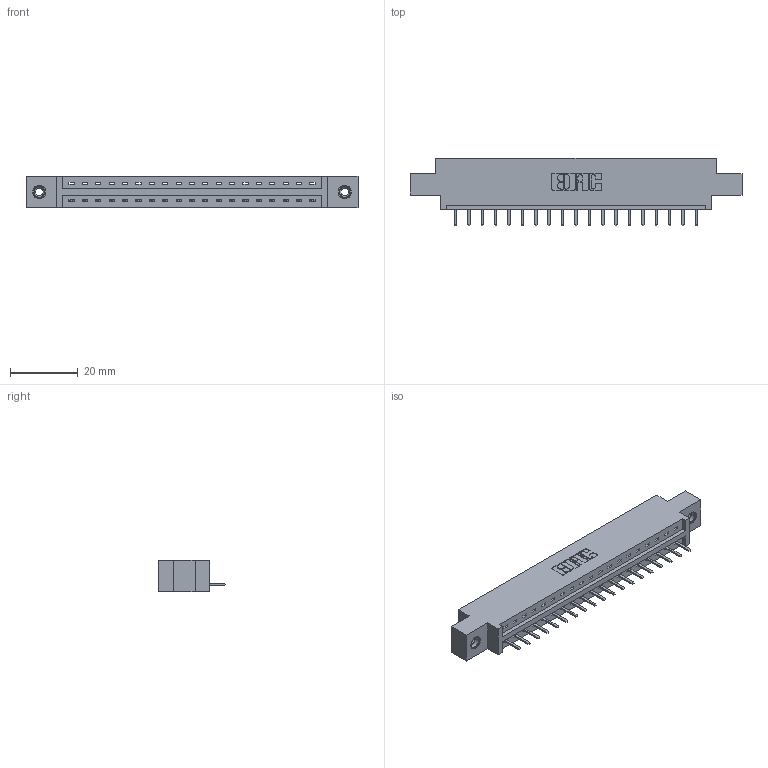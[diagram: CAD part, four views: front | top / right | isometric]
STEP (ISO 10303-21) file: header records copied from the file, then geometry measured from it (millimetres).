
FILE_DESCRIPTION (( 'STEP AP203' ), '1' );
FILE_NAME ('337-019-520-608.STEP', '2018-08-05T06:51:56', ( '' ), ( '' ), 'SwSTEP 2.0', 'SolidWorks 2016', '' );
FILE_SCHEMA (( 'CONFIG_CONTROL_DESIGN' ));
Length unit declared in the file: inch
Products named in the file (4): 345-292-001_345-293-120; 345-250-001_345-250-003-102; 337-019-520-608; 337 Part_0.170 Offset - 0.156 Dia-TI
Assembly tree (22 placements, depth 2):
  337-019-520-608
    337 Part_0.170 Offset - 0.156 Dia-TI
    345-292-001_345-293-120  x19
    345-250-001_345-250-003-102  x2
Bounding box: 98.3 x 20.02 x 9.4 mm (x, y, z)
Volume: 9749.9 mm3; surface area: 9876.9 mm2
Topology: 22 solids, 22 shells, 1432 faces, 4183 edges, 2730 vertices
Faces by surface type: plane 1018, cylinder 398, cone 12, torus 4
Entity records: 18530 total; most frequent: CARTESIAN_POINT 3218, ORIENTED_EDGE 3154, DIRECTION 2777, EDGE_CURVE 1577, LINE 1425, VECTOR 1425, VERTEX_POINT 1044, AXIS2_PLACEMENT_3D 676
